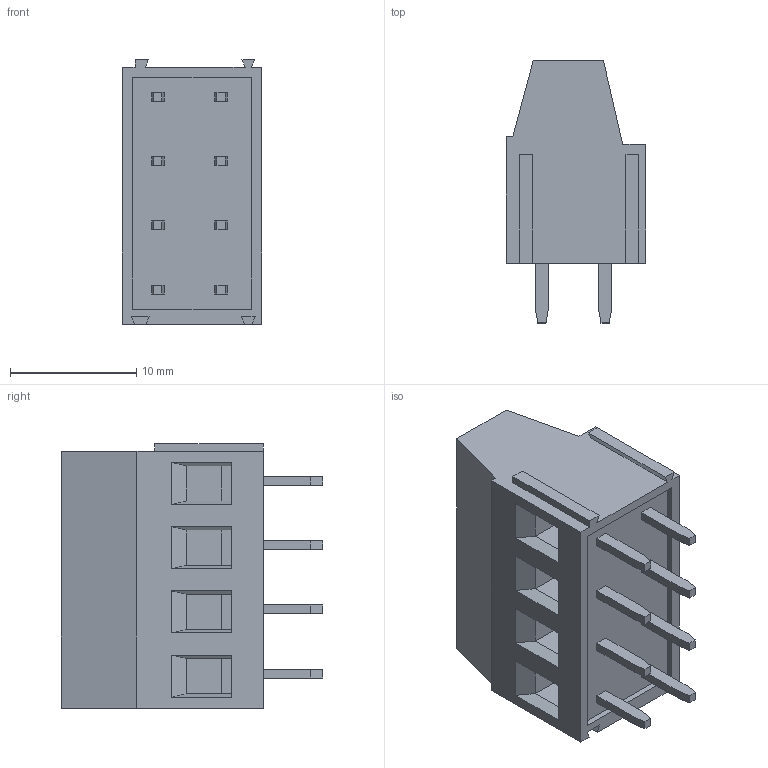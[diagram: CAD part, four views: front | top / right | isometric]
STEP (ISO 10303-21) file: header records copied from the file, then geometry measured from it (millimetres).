
FILE_DESCRIPTION( ( 'STEP AP214' ), '1' );
FILE_NAME( ' ', ' ', ( ' ' ), ( ' ' ), 'PSStep 11.0', 'VISI 17.0', ' ' );
FILE_SCHEMA( ( 'AUTOMOTIVE_DESIGN { 1 0 10303 214 1 1 1 1 }' ) );
Length unit declared in the file: millimetre
Products named in the file (1): 1
Bounding box: 11 x 20.7 x 20.92 mm (x, y, z)
Volume: 2649.6 mm3; surface area: 2041 mm2
Topology: 1 solids, 1 shells, 151 faces, 380 edges, 248 vertices
Faces by surface type: plane 147, cylinder 4
Full cylindrical faces by diameter (mm): 4 x4
Entity records: 5595 total; most frequent: CARTESIAN_POINT 768, ORIENTED_EDGE 744, DIRECTION 696, EDGE_CURVE 372, LINE 352, VECTOR 352, VERTEX_POINT 244, AXIS2_PLACEMENT_3D 172
